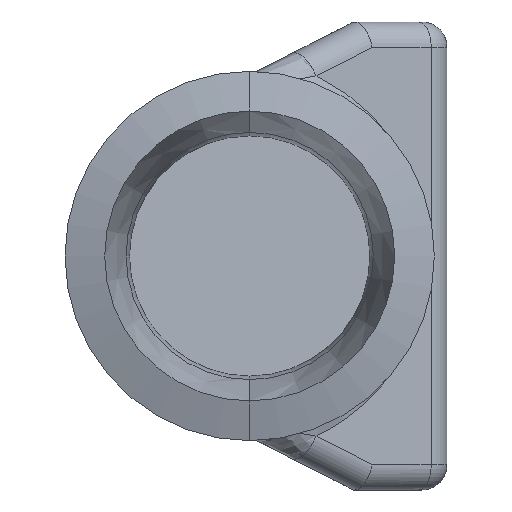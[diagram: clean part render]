
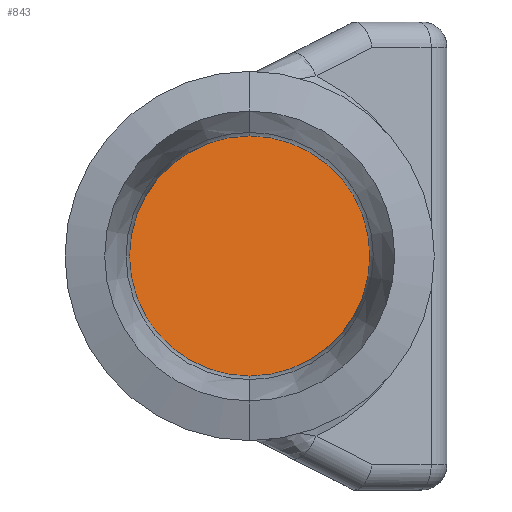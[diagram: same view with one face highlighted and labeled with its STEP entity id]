
A CAD part, left-side view. The second image highlights one B-rep face of the part: STEP entity #843.
In plain terms, the highlighted planar face has unit normal (-0.866, -0.5, 0).
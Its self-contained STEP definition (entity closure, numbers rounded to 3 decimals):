
#79 = EDGE_LOOP ( 'NONE', ( #913, #1350 ) ) ;
#134 = CARTESIAN_POINT ( 'NONE',  ( 97.818, 0., 9.5 ) ) ;
#142 = DIRECTION ( 'NONE',  ( -0.866, -0.5, 0. ) ) ;
#249 = EDGE_CURVE ( 'NONE', #966, #1625, #1447, .T. ) ;
#258 = EDGE_CURVE ( 'NONE', #1625, #966, #1079, .T. ) ;
#270 = CARTESIAN_POINT ( 'NONE',  ( 86.848, 19., -9.5 ) ) ;
#275 = CARTESIAN_POINT ( 'NONE',  ( 97.818, 0., -9.5 ) ) ;
#289 = PLANE ( 'NONE',  #1506 ) ;
#388 = FACE_OUTER_BOUND ( 'NONE', #79, .T. ) ;
#636 = CARTESIAN_POINT ( 'NONE',  ( 97.818, 0., 9.5 ) ) ;
#644 = DIRECTION ( 'NONE',  ( 0.5, -0.866, 0. ) ) ;
#763 = CARTESIAN_POINT ( 'NONE',  ( 108.788, -19., -9.5 ) ) ;
#771 = CARTESIAN_POINT ( 'NONE',  ( 97.818, 0., -9.5 ) ) ;
#779 = CARTESIAN_POINT ( 'NONE',  ( 86.848, 19., 9.5 ) ) ;
#791 = CARTESIAN_POINT ( 'NONE',  ( 106.392, -14.85, -52.291 ) ) ;
#843 = ADVANCED_FACE ( 'NONE', ( #388 ), #289, .T. ) ;
#913 = ORIENTED_EDGE ( 'NONE', *, *, #258, .T. ) ;
#953 = CARTESIAN_POINT ( 'NONE',  ( 97.818, 0., -9.5 ) ) ;
#966 = VERTEX_POINT ( 'NONE', #953 ) ;
#1079 =( BOUNDED_CURVE ( )  B_SPLINE_CURVE ( 3, ( #636, #779, #270, #771 ),
 .UNSPECIFIED., .F., .T. ) 
 B_SPLINE_CURVE_WITH_KNOTS ( ( 4, 4 ),
 ( 4.712, 7.854 ),
 .UNSPECIFIED. ) 
 CURVE ( )  GEOMETRIC_REPRESENTATION_ITEM ( )  RATIONAL_B_SPLINE_CURVE ( ( 1., 0.333, 0.333, 1. ) ) 
 REPRESENTATION_ITEM ( '' )  );
#1253 = CARTESIAN_POINT ( 'NONE',  ( 108.788, -19., 9.5 ) ) ;
#1350 = ORIENTED_EDGE ( 'NONE', *, *, #249, .T. ) ;
#1447 =( BOUNDED_CURVE ( )  B_SPLINE_CURVE ( 3, ( #275, #763, #1253, #134 ),
 .UNSPECIFIED., .F., .F. ) 
 B_SPLINE_CURVE_WITH_KNOTS ( ( 4, 4 ),
 ( 1.571, 4.712 ),
 .UNSPECIFIED. ) 
 CURVE ( )  GEOMETRIC_REPRESENTATION_ITEM ( )  RATIONAL_B_SPLINE_CURVE ( ( 1., 0.333, 0.333, 1. ) ) 
 REPRESENTATION_ITEM ( '' )  );
#1452 = CARTESIAN_POINT ( 'NONE',  ( 97.818, 0., 9.5 ) ) ;
#1506 = AXIS2_PLACEMENT_3D ( 'NONE', #791, #142, #644 ) ;
#1625 = VERTEX_POINT ( 'NONE', #1452 ) ;
